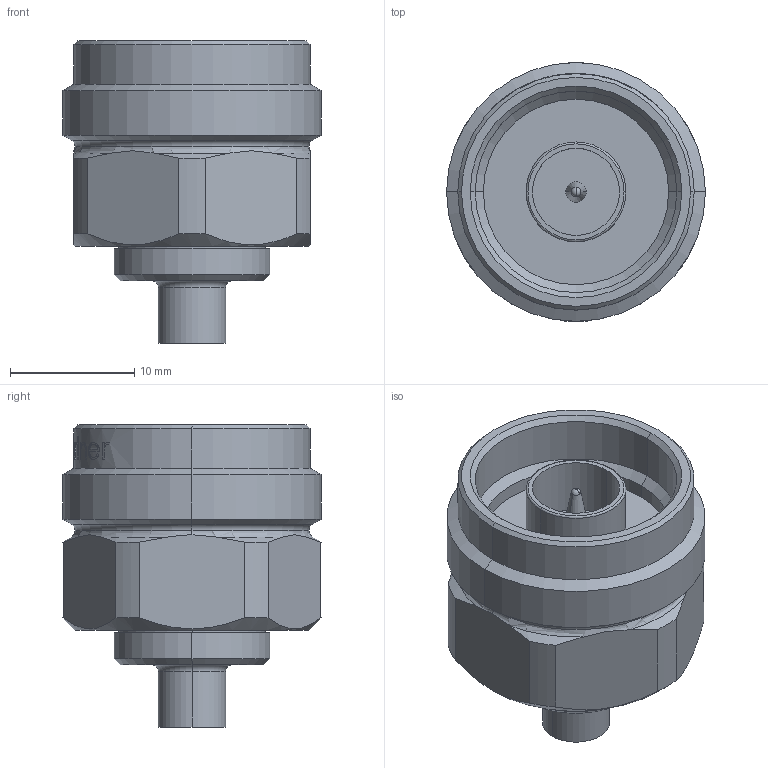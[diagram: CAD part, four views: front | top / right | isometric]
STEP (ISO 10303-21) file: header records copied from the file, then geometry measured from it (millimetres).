
FILE_DESCRIPTION (( 'STEP AP214' ), '1' );
FILE_NAME ('J01020A0109.STEP', '2014-05-15T12:12:56', ( 'Wartung1' ), ( '' ), 'SwSTEP 2.0', 'SolidWorks 2014', '' );
FILE_SCHEMA (( 'AUTOMOTIVE_DESIGN' ));
Length unit declared in the file: millimetre
Products named in the file (1): J01020A0109
Bounding box: 20.8 x 20.8 x 24.3 mm (x, y, z)
Volume: 4315.5 mm3; surface area: 2519.7 mm2
Topology: 1 solids, 1 shells, 251 faces, 627 edges, 405 vertices
Faces by surface type: plane 79, bspline 78, cylinder 48, cone 34, torus 10, sphere 2
Entity records: 13191 total; most frequent: CARTESIAN_POINT 4928, ORIENTED_EDGE 1254, DIRECTION 951, EDGE_CURVE 627, VERTEX_POINT 405, AXIS2_PLACEMENT_3D 344, EDGE_LOOP 278, VECTOR 263
